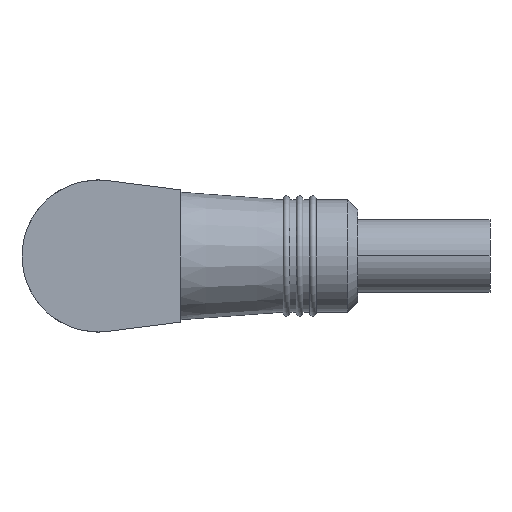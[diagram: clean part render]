
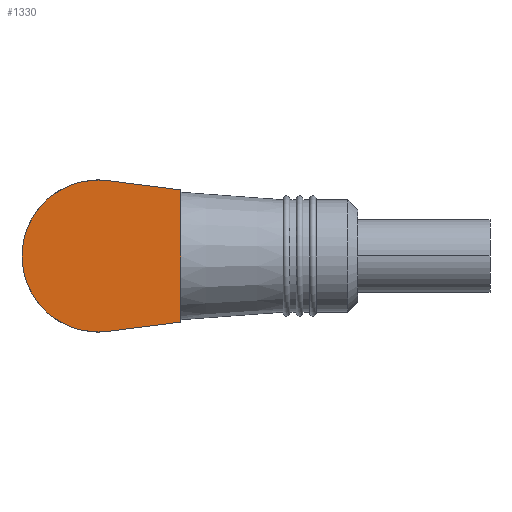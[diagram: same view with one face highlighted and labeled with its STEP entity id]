
A CAD part, front view. The second image highlights one B-rep face of the part: STEP entity #1330.
In plain terms, the highlighted planar face has unit normal (0, -1, 0).
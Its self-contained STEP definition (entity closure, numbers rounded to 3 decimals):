
#99 = VECTOR ( 'NONE', #628, 1000. ) ;
#142 = VECTOR ( 'NONE', #3094, 1000. ) ;
#271 = LINE ( 'NONE', #935, #99 ) ;
#327 = CIRCLE ( 'NONE', #3520, 11.5 ) ;
#524 = PLANE ( 'NONE',  #1040 ) ;
#628 = DIRECTION ( 'NONE',  ( -0.992, 0., -0.126 ) ) ;
#656 = LINE ( 'NONE', #2219, #142 ) ;
#672 = EDGE_CURVE ( 'NONE', #1019, #1108, #327, .T. ) ;
#750 = CARTESIAN_POINT ( 'NONE',  ( 12.5, -25.7, -10. ) ) ;
#817 = ORIENTED_EDGE ( 'NONE', *, *, #2495, .F. ) ;
#935 = CARTESIAN_POINT ( 'NONE',  ( 12.5, -25.7, -10. ) ) ;
#1019 = VERTEX_POINT ( 'NONE', #1041 ) ;
#1040 = AXIS2_PLACEMENT_3D ( 'NONE', #1140, #2125, #2333 ) ;
#1041 = CARTESIAN_POINT ( 'NONE',  ( 1.454, -25.7, -11.408 ) ) ;
#1108 = VERTEX_POINT ( 'NONE', #2318 ) ;
#1140 = CARTESIAN_POINT ( 'NONE',  ( 12.5, -25.7, 0. ) ) ;
#1192 = CARTESIAN_POINT ( 'NONE',  ( 0., -25.7, 0. ) ) ;
#1251 = DIRECTION ( 'NONE',  ( 0., 1., 0. ) ) ;
#1261 = CARTESIAN_POINT ( 'NONE',  ( 12.5, -25.7, 0. ) ) ;
#1267 = VERTEX_POINT ( 'NONE', #1261 ) ;
#1281 = CARTESIAN_POINT ( 'NONE',  ( 1.454, -25.7, 11.408 ) ) ;
#1330 = ADVANCED_FACE ( 'NONE', ( #3031 ), #524, .F. ) ;
#1437 = VECTOR ( 'NONE', #2745, 1000. ) ;
#1499 = EDGE_CURVE ( 'NONE', #1108, #3361, #2975, .T. ) ;
#1825 = EDGE_LOOP ( 'NONE', ( #3199, #2189, #3161, #1913, #817 ) ) ;
#1913 = ORIENTED_EDGE ( 'NONE', *, *, #2656, .F. ) ;
#2052 = EDGE_CURVE ( 'NONE', #2696, #1019, #271, .T. ) ;
#2125 = DIRECTION ( 'NONE',  ( 0., 1., 0. ) ) ;
#2189 = ORIENTED_EDGE ( 'NONE', *, *, #672, .F. ) ;
#2219 = CARTESIAN_POINT ( 'NONE',  ( 12.5, -25.7, 10. ) ) ;
#2318 = CARTESIAN_POINT ( 'NONE',  ( 1.454, -25.7, 11.408 ) ) ;
#2333 = DIRECTION ( 'NONE',  ( -1., 0., 0. ) ) ;
#2382 = DIRECTION ( 'NONE',  ( 0.126, 0., -0.992 ) ) ;
#2495 = EDGE_CURVE ( 'NONE', #3361, #1267, #656, .T. ) ;
#2586 = DIRECTION ( 'NONE',  ( 0., 0., -1. ) ) ;
#2656 = EDGE_CURVE ( 'NONE', #1267, #2696, #3564, .T. ) ;
#2696 = VERTEX_POINT ( 'NONE', #750 ) ;
#2745 = DIRECTION ( 'NONE',  ( 0.992, 0., -0.126 ) ) ;
#2975 = LINE ( 'NONE', #1281, #1437 ) ;
#3031 = FACE_OUTER_BOUND ( 'NONE', #1825, .T. ) ;
#3094 = DIRECTION ( 'NONE',  ( 0., 0., -1. ) ) ;
#3161 = ORIENTED_EDGE ( 'NONE', *, *, #2052, .F. ) ;
#3199 = ORIENTED_EDGE ( 'NONE', *, *, #1499, .F. ) ;
#3228 = CARTESIAN_POINT ( 'NONE',  ( 12.5, -25.7, 10. ) ) ;
#3361 = VERTEX_POINT ( 'NONE', #3228 ) ;
#3520 = AXIS2_PLACEMENT_3D ( 'NONE', #1192, #1251, #2382 ) ;
#3564 = LINE ( 'NONE', #3841, #3813 ) ;
#3813 = VECTOR ( 'NONE', #2586, 1000. ) ;
#3841 = CARTESIAN_POINT ( 'NONE',  ( 12.5, -25.7, 0. ) ) ;
